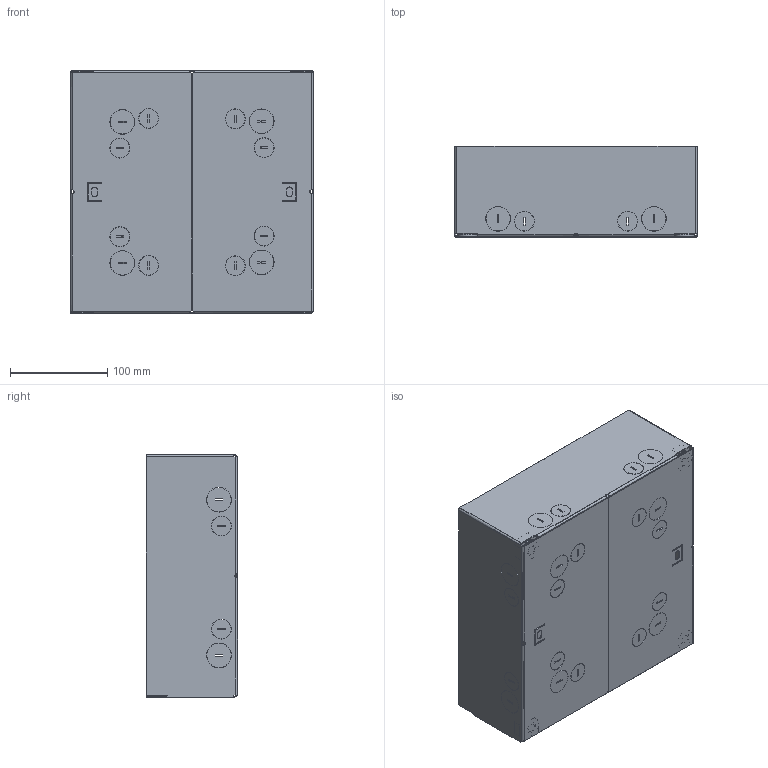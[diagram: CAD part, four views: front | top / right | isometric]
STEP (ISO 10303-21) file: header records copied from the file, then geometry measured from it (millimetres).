
FILE_DESCRIPTION((''),'2;1');
FILE_NAME('T-00990_ASM','2022-10-24T13:05:21',('letterg'),(''),'CREO PARAMETRIC BY PTC INC, 2022024','CREO PARAMETRIC BY PTC INC, 2022024','');
FILE_SCHEMA(('AUTOMOTIVE_DESIGN { 1 0 10303 214 1 1 1 1 }'));
Length unit declared in the file: millimetre
Products named in the file (21): T-00659; 60449-M; 60450-M; T-00714; T-00759_ASM; T-00626; T-00632; T-00625; T-00823_ASM; T-00612; T-00622S; T-00621S; T-00724S; T-00782S_ASM; T-00868_ASM; T-00941_ASM; 73691-M; 73700-M; 73705-M_ASM; 73709-M_ASM; T-00990_ASM
Assembly tree (32 placements, depth 5):
  T-00990_ASM
    T-00759_ASM
      T-00659
      60449-M  x4
      60450-M  x4
      T-00714  x4
    T-00941_ASM
      T-00823_ASM
        T-00626
        T-00632  x4
        T-00625
      T-00868_ASM
        T-00612
        T-00782S_ASM
          T-00622S
          T-00621S
          T-00724S
    73709-M_ASM
      73705-M_ASM
        73691-M
        73700-M
Bounding box: 249 x 93.5 x 249.25 mm (x, y, z)
Volume: 563627.7 mm3; surface area: 768772.1 mm2
Topology: 25 solids, 25 shells, 1537 faces, 4227 edges, 2748 vertices
Faces by surface type: plane 1008, cylinder 329, cone 108, torus 56, bspline 36
Entity records: 42029 total; most frequent: CARTESIAN_POINT 8737, ORIENTED_EDGE 6378, DIRECTION 6082, EDGE_CURVE 3189, VECTOR 2572, LINE 2572, VERTEX_POINT 2052, AXIS2_PLACEMENT_3D 1755
